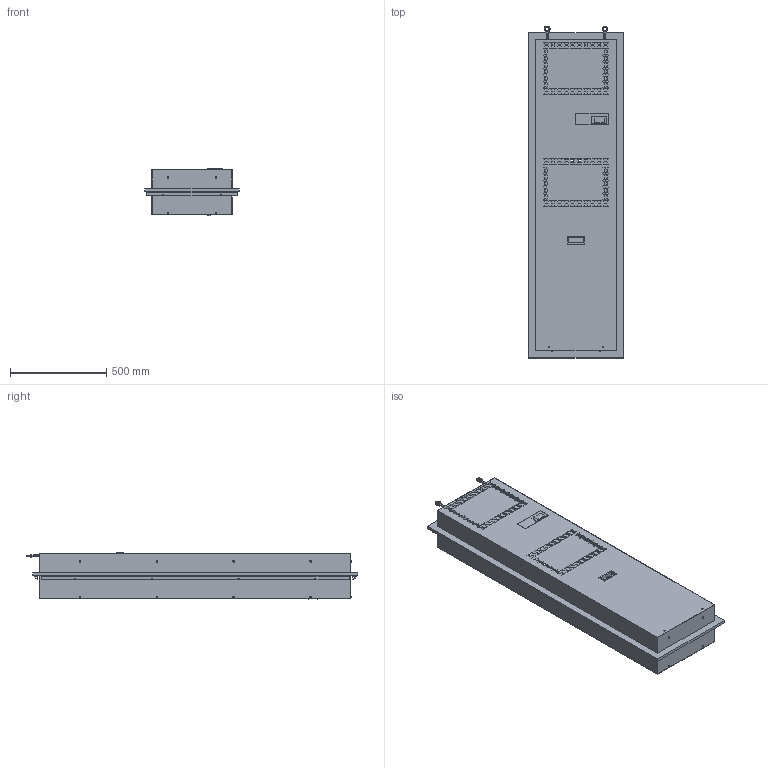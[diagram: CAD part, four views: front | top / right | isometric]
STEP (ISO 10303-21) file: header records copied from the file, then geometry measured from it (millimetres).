
FILE_DESCRIPTION(('STEP AP242'),'1');
FILE_NAME('nsycus2k53p4.stp','2021-09-26T00:49:18',('TraceParts'),('TraceParts S.A.'),'Spatial InterOp 3D',' ',' ');
FILE_SCHEMA(('AP242_MANAGED_MODEL_BASED_3D_ENGINEERING_MIM_LF {1 0 10303 442 1 1 4}'));
Length unit declared in the file: millimetre
Products named in the file (1): nsycus2k53p4_1
Bounding box: 491 x 1727.5 x 245.2 mm (x, y, z)
Volume: 5771546.3 mm3; surface area: 5099989.5 mm2
Topology: 5 solids, 5 shells, 1533 faces, 4296 edges, 2860 vertices
Faces by surface type: plane 1241, cylinder 276, torus 16
Entity records: 50083 total; most frequent: CARTESIAN_POINT 8922, ORIENTED_EDGE 8592, DIRECTION 7912, EDGE_CURVE 4296, LINE 3696, VECTOR 3696, VERTEX_POINT 2860, EDGE_LOOP 2150
